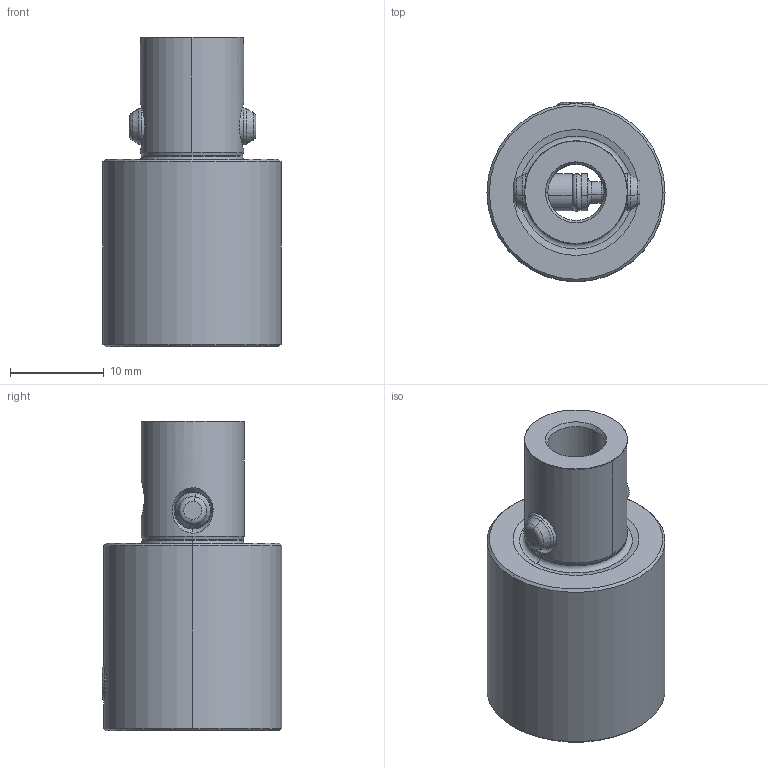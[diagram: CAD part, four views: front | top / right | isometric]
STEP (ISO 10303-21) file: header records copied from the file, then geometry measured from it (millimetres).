
FILE_DESCRIPTION(('no description'),'unknown implementation level');
FILE_NAME('CC5D45BD-265C-4D19-AB34-6DAD8F25DF8D_export.stp',' ',('CIMSOURCE GmbH'),('CADClick - KiM GmbH - www.kimweb.de'),'unknown preprocess','ACIS','unknown authorization');
FILE_SCHEMA(('automotive_design'));
Length unit declared in the file: millimetre
Products named in the file (4): 331.110 Kaiser CK1 X CK1 X 20|331.110 Kaiser CK1 X CK1 X 20_Standard;NONE; 331.110 Kaiser CK1 X CK1 X 20|690.431 Kaiser ETL M4 X 5 CK1_Standard;NONE; 331.110 Kaiser CK1 X CK1 X 20|691.501 Kaiser ETL �4 X 13K_Standard|691.521 Mitnehmerbolzen_Standard;NONE; 331.110 Kaiser CK1 X CK1 X 20|691.501 Kaiser ETL �4 X 13K_Standard|692.270 O-Ring_Standard;NONE
Bounding box: 19 x 19.17 x 33 mm (x, y, z)
Volume: 4945 mm3; surface area: 3352.8 mm2
Topology: 4 solids, 4 shells, 130 faces, 297 edges, 173 vertices
Faces by surface type: cone 38, plane 33, cylinder 32, torus 24, bspline 3
Entity records: 8037 total; most frequent: CARTESIAN_POINT 1574, DIRECTION 688, STYLED_ITEM 602, PRESENTATION_STYLE_ASSIGNMENT 602, COLOUR_RGB 602, ORIENTED_EDGE 590, EDGE_CURVE 295, CURVE_STYLE 295
